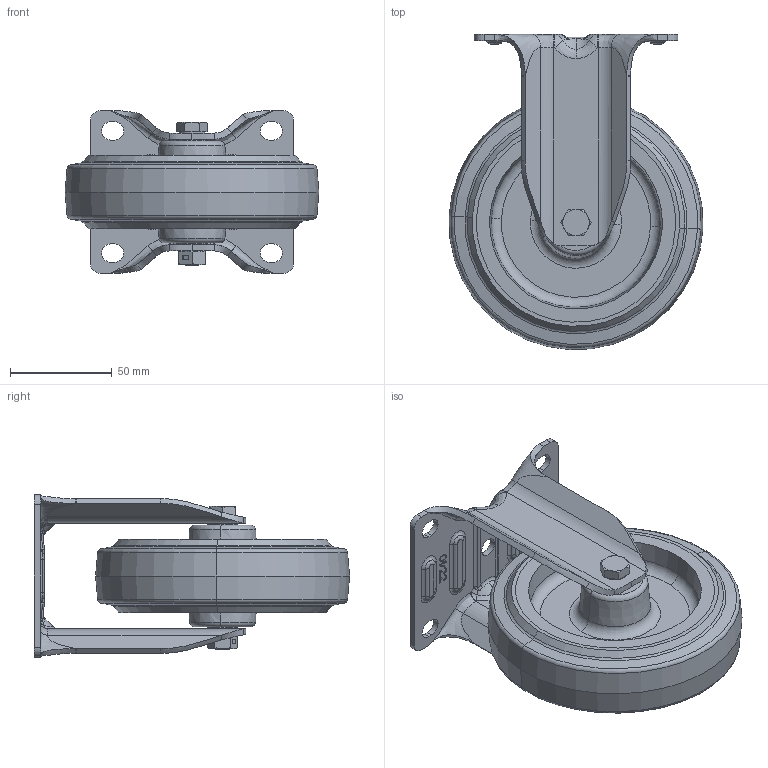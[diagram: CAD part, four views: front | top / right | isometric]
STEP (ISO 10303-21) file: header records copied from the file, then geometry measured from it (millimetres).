
FILE_DESCRIPTION (( 'STEP AP214' ), '1' );
FILE_NAME ('0055782.step', '2023-07-26T12:54:27', ( '' ), ( '' ), 'SwSTEP 2.0', 'SolidWorks 2020', '' );
FILE_SCHEMA (( 'AUTOMOTIVE_DESIGN' ));
Length unit declared in the file: millimetre
Products named in the file (1): 0055782
Bounding box: 124.83 x 154.92 x 80 mm (x, y, z)
Volume: 344963.5 mm3; surface area: 111846.6 mm2
Topology: 6 solids, 6 shells, 515 faces, 1235 edges, 748 vertices
Faces by surface type: plane 213, bspline 108, cylinder 104, cone 52, torus 38
Entity records: 30889 total; most frequent: CARTESIAN_POINT 13998, ORIENTED_EDGE 2458, DIRECTION 2065, EDGE_CURVE 1229, VERTEX_POINT 748, AXIS2_PLACEMENT_3D 714, LINE 637, VECTOR 637
